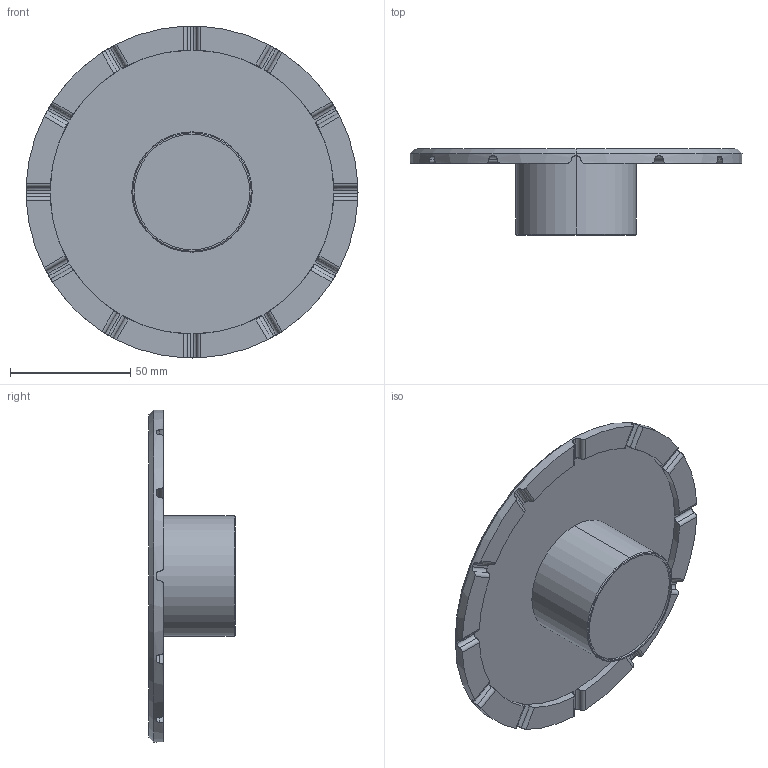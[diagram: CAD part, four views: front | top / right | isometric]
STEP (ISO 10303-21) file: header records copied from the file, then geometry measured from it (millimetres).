
FILE_DESCRIPTION (( 'STEP AP214' ), '1' );
FILE_NAME ('Mittelteil_Drehelement.STEP', '2024-08-27T20:21:36', ( '' ), ( '' ), 'SwSTEP 2.0', 'SolidWorks 2024', '' );
FILE_SCHEMA (( 'AUTOMOTIVE_DESIGN' ));
Length unit declared in the file: millimetre
Products named in the file (1): Mittelteil_Drehelement
Bounding box: 138 x 35.8 x 138 mm (x, y, z)
Volume: 114009.6 mm3; surface area: 40121.2 mm2
Topology: 1 solids, 1 shells, 101 faces, 272 edges, 180 vertices
Faces by surface type: cylinder 76, plane 21, cone 4
Entity records: 4257 total; most frequent: CARTESIAN_POINT 1802, ORIENTED_EDGE 544, DIRECTION 464, EDGE_CURVE 272, AXIS2_PLACEMENT_3D 186, VERTEX_POINT 180, EDGE_LOOP 108, FACE_OUTER_BOUND 101
